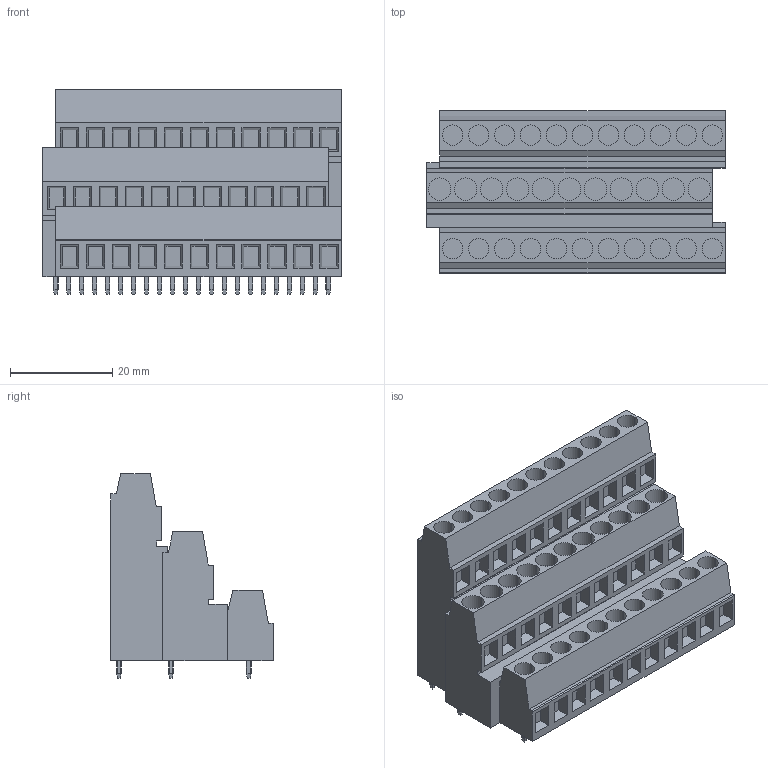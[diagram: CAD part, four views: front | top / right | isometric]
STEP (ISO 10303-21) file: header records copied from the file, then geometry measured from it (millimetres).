
FILE_DESCRIPTION(('CATIA V5 STEP','CAx-IF Rec.Pracs.--- Model Styling and Organization---1.2---2011-12-15'),'2;1');
FILE_NAME ('D1455754_0_1769710000_1769710000.stp','2018-09-08T04:14:53+00:00',('none'),('Weidmueller'),'CATIA Version 5-6 Release 2014','CATIA V5 STEP AP214','none');
FILE_SCHEMA(('AUTOMOTIVE_DESIGN { 1 0 10303 214 1 1 1 1 }'));
Length unit declared in the file: millimetre
Products named in the file (1): 1769710000
Bounding box: 58.42 x 31.8 x 40.1 mm (x, y, z)
Volume: 38594.8 mm3; surface area: 12602.5 mm2
Topology: 34 solids, 34 shells, 763 faces, 1887 edges, 1258 vertices
Faces by surface type: plane 696, cylinder 67
Entity records: 19923 total; most frequent: CARTESIAN_POINT 3791, ORIENTED_EDGE 3774, DIRECTION 2385, EDGE_CURVE 1887, VECTOR 1489, LINE 1489, VERTEX_POINT 1258, EDGE_LOOP 829
